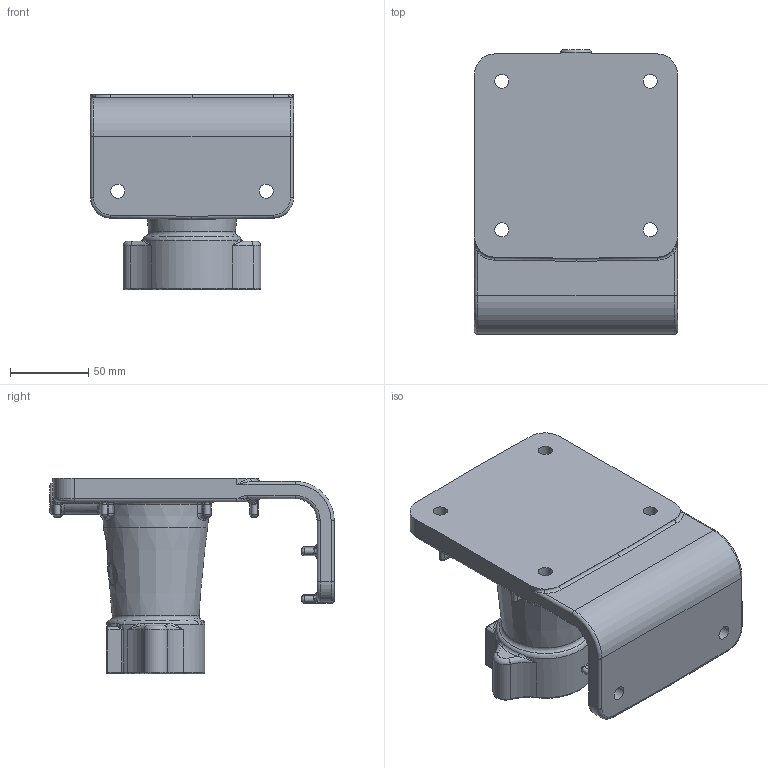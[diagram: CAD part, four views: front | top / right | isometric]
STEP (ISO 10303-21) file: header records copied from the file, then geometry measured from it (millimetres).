
FILE_DESCRIPTION(/* description */ ('PES GL BRACKET WITHOUT GROOVE'),/* implementation_level */ '2;1');
FILE_NAME(/* name */ 'PES RGB [Solid].stp',/* time_stamp */ '2022-10-04T12:29:49+10:00',/* author */ ('a.tao491'),/* organization */ (''),/* preprocessor_version */ 'ST-DEVELOPER v16.5',/* originating_system */ 'Autodesk Inventor 2017',/* authorisation */ '');
FILE_SCHEMA (('AUTOMOTIVE_DESIGN { 1 0 10303 214 3 1 1 }'));
Length unit declared in the file: millimetre
Products named in the file (1): 2725_SLD
Bounding box: 130 x 182 x 125 mm (x, y, z)
Volume: 789057.5 mm3; surface area: 105976.7 mm2
Topology: 1 solids, 1 shells, 364 faces, 858 edges, 478 vertices
Faces by surface type: cylinder 129, bspline 95, torus 62, plane 61, sphere 10, cone 7
Full cylindrical faces by diameter (mm): 2.7 x2, 9 x6
Entity records: 13490 total; most frequent: CARTESIAN_POINT 5354, ORIENTED_EDGE 1618, DIRECTION 1603, EDGE_CURVE 809, AXIS2_PLACEMENT_3D 683, VERTEX_POINT 466, EDGE_LOOP 395, CIRCLE 377
